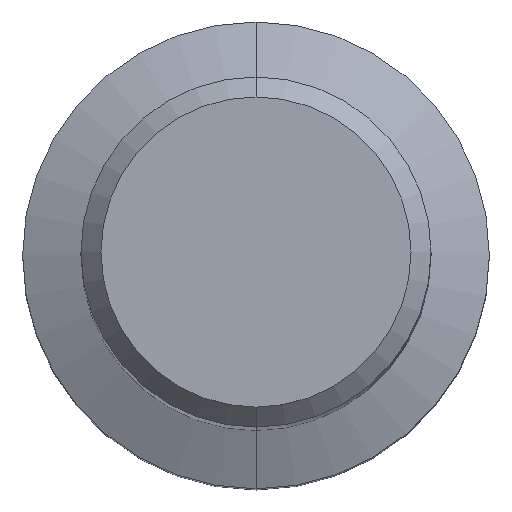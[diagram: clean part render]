
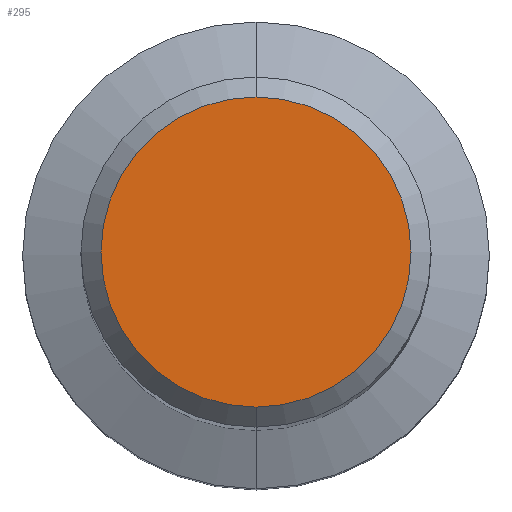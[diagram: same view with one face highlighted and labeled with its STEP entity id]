
A CAD part, top view. The second image highlights one B-rep face of the part: STEP entity #295.
In plain terms, the highlighted planar face has unit normal (0, 0, 1).
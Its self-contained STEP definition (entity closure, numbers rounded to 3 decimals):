
#295=ADVANCED_FACE('',(#661),#662,.T.);
#427=EDGE_CURVE('',#489,#483,#810,.T.);
#461=EDGE_CURVE('',#483,#489,#847,.T.);
#483=VERTEX_POINT('',#870);
#489=VERTEX_POINT('',#876);
#661=FACE_OUTER_BOUND('',#1187,.T.);
#662=PLANE('',#1188);
#810=CIRCLE('',#1495,4.65);
#847=CIRCLE('',#1549,4.65);
#870=CARTESIAN_POINT('',(0.0,4.65,0.0));
#876=CARTESIAN_POINT('',(0.,-4.65,0.0));
#1187=EDGE_LOOP('',(#1780,#1781));
#1188=AXIS2_PLACEMENT_3D('',#1782,#1783,#1784);
#1495=AXIS2_PLACEMENT_3D('',#1996,#1997,#1998);
#1549=AXIS2_PLACEMENT_3D('',#2032,#2033,#2034);
#1780=ORIENTED_EDGE('',*,*,#461,.F.);
#1781=ORIENTED_EDGE('',*,*,#427,.F.);
#1782=CARTESIAN_POINT('',(0.0,2.325,0.0));
#1783=DIRECTION('',(-0.0,0.0,1.0));
#1784=DIRECTION('',(0.0,-1.0,0.0));
#1996=CARTESIAN_POINT('',(0.0,0.0,0.0));
#1997=DIRECTION('',(0.0,0.0,-1.0));
#1998=DIRECTION('',(0.0,1.0,0.0));
#2032=CARTESIAN_POINT('',(0.0,0.0,0.0));
#2033=DIRECTION('',(0.0,0.0,-1.0));
#2034=DIRECTION('',(0.0,1.0,0.0));
